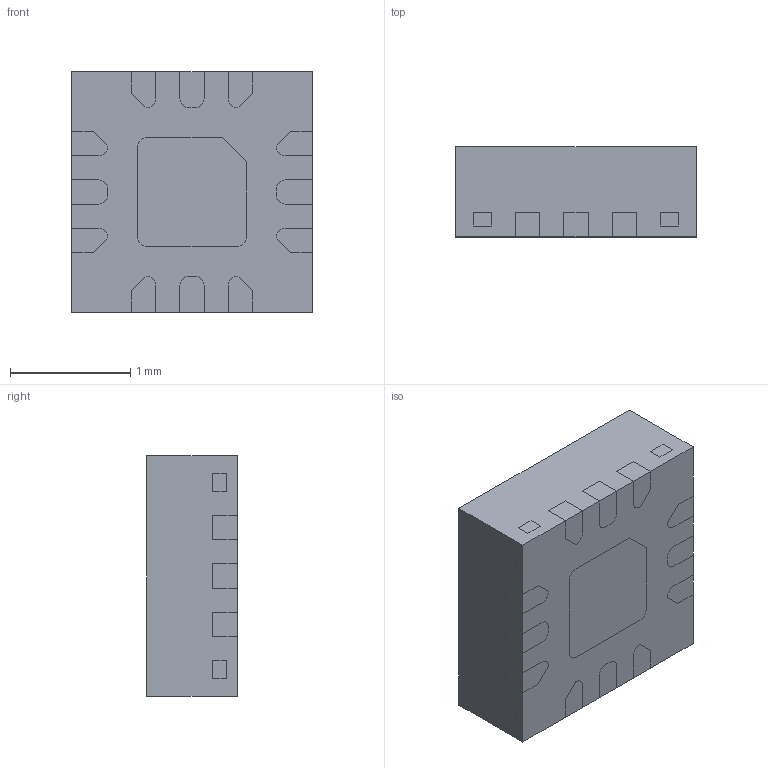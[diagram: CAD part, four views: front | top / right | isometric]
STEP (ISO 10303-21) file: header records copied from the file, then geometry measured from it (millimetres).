
FILE_DESCRIPTION(/* description */ ('Unknown'),/* implementation_level */ '2;1');
FILE_NAME(/* name */ 'PAM8904E',/* time_stamp */ '2022-01-20T15:17:51+08:00',/* author */ ('Unknown'),/* organization */ ('Unknown'),/* preprocessor_version */ 'ST-DEVELOPER v16.7',/* originating_system */ 'DEX',/* authorisation */ $);
FILE_SCHEMA (('AUTOMOTIVE_DESIGN {1 0 10303 214 3 1 1}'));
Length unit declared in the file: millimetre
Products named in the file (3): PAM8904E; Compound; Lead Frame
Assembly tree (2 placements, depth 2):
  PAM8904E
    Compound
    Lead Frame
Bounding box: 2 x 0.75 x 2 mm (x, y, z)
Volume: 3 mm3; surface area: 27 mm2
Topology: 14 solids, 14 shells, 435 faces, 1236 edges, 824 vertices
Faces by surface type: plane 365, cylinder 70
Entity records: 15665 total; most frequent: CARTESIAN_POINT 2498, ORIENTED_EDGE 2472, DIRECTION 2252, EDGE_CURVE 1236, LINE 1096, VECTOR 1096, VERTEX_POINT 824, AXIS2_PLACEMENT_3D 578
